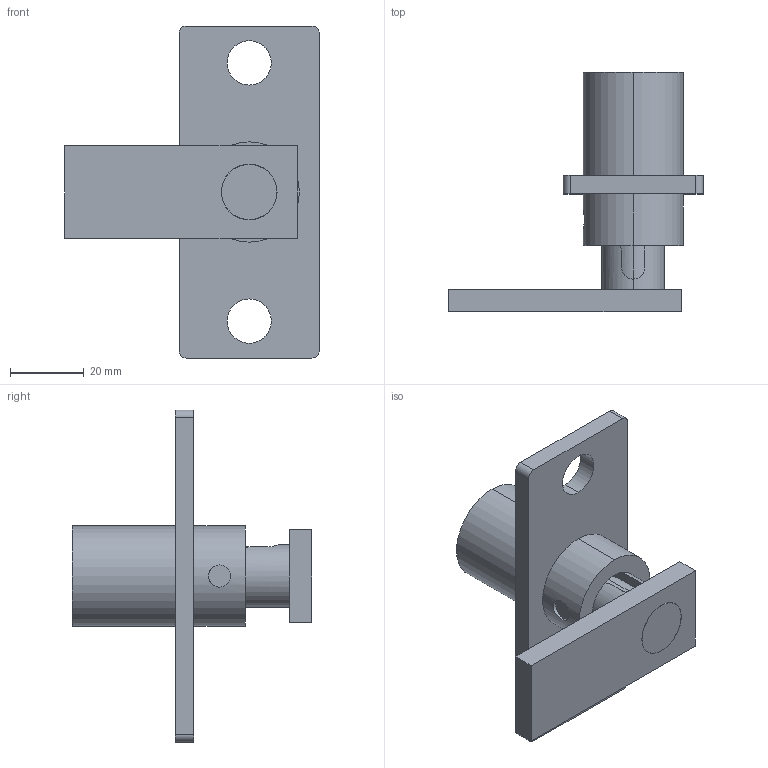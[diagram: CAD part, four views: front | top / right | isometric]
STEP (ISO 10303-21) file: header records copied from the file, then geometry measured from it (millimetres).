
FILE_DESCRIPTION (( 'STEP AP203' ), '1' );
FILE_NAME ('Žº‰ª•ÏŠ·.STEP', '2012-05-23T08:08:28', ( '' ), ( '' ), 'SwSTEP 2.0', 'SolidWorks 2011', '' );
FILE_SCHEMA (( 'CONFIG_CONTROL_DESIGN' ));
Length unit declared in the file: millimetre
Products named in the file (6): 室岡変換; C-1469-J_止め金; C-1469-J_キャップ; C-1469-J_ピン; C-1469-J_主軸; C-1469-J_外筒
Assembly tree (5 placements, depth 2):
  室岡変換
    C-1469-J_外筒
    C-1469-J_止め金
    C-1469-J_キャップ
    C-1469-J_ピン
    C-1469-J_主軸
Bounding box: 69 x 65 x 90 mm (x, y, z)
Volume: 50957.8 mm3; surface area: 25514.5 mm2
Topology: 5 solids, 5 shells, 111 faces, 255 edges, 166 vertices
Faces by surface type: cylinder 55, plane 41, torus 6, cone 6, bspline 2, sphere 1
Entity records: 4102 total; most frequent: CARTESIAN_POINT 917, DIRECTION 570, ORIENTED_EDGE 504, EDGE_CURVE 252, AXIS2_PLACEMENT_3D 231, VERTEX_POINT 164, EDGE_LOOP 134, CIRCLE 114
